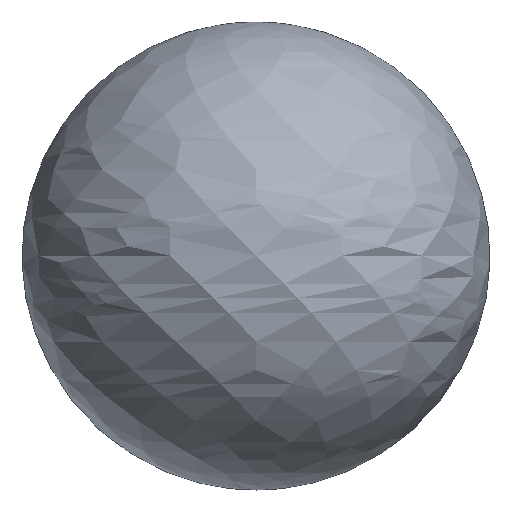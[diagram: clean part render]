
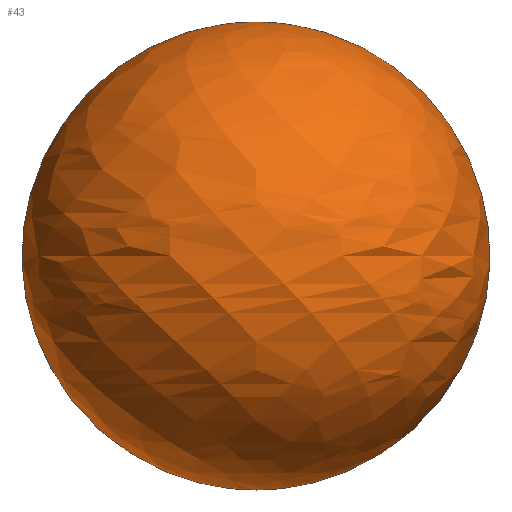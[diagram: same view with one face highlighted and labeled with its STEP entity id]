
A CAD part, top view. The second image highlights one B-rep face of the part: STEP entity #43.
In plain terms, the highlighted free-form (B-spline) face has degree [2, 2] with [5, 5] control points.
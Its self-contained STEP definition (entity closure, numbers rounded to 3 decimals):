
#43=ADVANCED_FACE('',(#66),#274,.T.);
#66=FACE_OUTER_BOUND('',#89,.T.);
#89=EDGE_LOOP('',(#133,#134));
#133=ORIENTED_EDGE('',*,*,#191,.T.);
#134=ORIENTED_EDGE('',*,*,#189,.F.);
#189=EDGE_CURVE('',#254,#255,#224,.T.);
#191=EDGE_CURVE('',#254,#255,#225,.T.);
#224=(
BOUNDED_CURVE()
B_SPLINE_CURVE(2,(#704,#705,#706,#707,#708),.UNSPECIFIED.,.F.,.F.)
B_SPLINE_CURVE_WITH_KNOTS((3,2,3),(-117.81,0.,117.81),
 .UNSPECIFIED.)
CURVE()
GEOMETRIC_REPRESENTATION_ITEM()
RATIONAL_B_SPLINE_CURVE((1.,0.707,1.,0.707,1.))
REPRESENTATION_ITEM('')
);
#225=(
BOUNDED_CURVE()
B_SPLINE_CURVE(2,(#762,#763,#764,#765,#766),.UNSPECIFIED.,.F.,.F.)
B_SPLINE_CURVE_WITH_KNOTS((3,2,3),(-117.81,0.,117.81),
 .UNSPECIFIED.)
CURVE()
GEOMETRIC_REPRESENTATION_ITEM()
RATIONAL_B_SPLINE_CURVE((1.,0.707,1.,0.707,1.))
REPRESENTATION_ITEM('')
);
#254=VERTEX_POINT('',#701);
#255=VERTEX_POINT('',#702);
#274=(
BOUNDED_SURFACE()
B_SPLINE_SURFACE(2,2,((#651,#652,#653,#654,#655),(#656,#657,#658,#659,#660),
(#661,#662,#663,#664,#665),(#666,#667,#668,#669,#670),(#671,#672,#673,#674,
#675)),.UNSPECIFIED.,.F.,.F.,.F.)
B_SPLINE_SURFACE_WITH_KNOTS((3,2,3),(3,2,3),(0.,117.81,235.619),
(-117.81,0.,117.81),.UNSPECIFIED.)
GEOMETRIC_REPRESENTATION_ITEM()
RATIONAL_B_SPLINE_SURFACE(((1.,0.707,1.,0.707,1.),
(0.707,0.5,0.707,0.5,0.707),(1.,0.707,
1.,0.707,1.),(0.707,0.5,0.707,0.5,0.707),
(1.,0.707,1.,0.707,1.)))
REPRESENTATION_ITEM('')
SURFACE()
);
#651=CARTESIAN_POINT('',(0.,75.,254.));
#652=CARTESIAN_POINT('',(75.,75.,254.));
#653=CARTESIAN_POINT('',(75.,0.,254.));
#654=CARTESIAN_POINT('',(75.,-75.,254.));
#655=CARTESIAN_POINT('',(0.,-75.,254.));
#656=CARTESIAN_POINT('',(0.,75.,254.));
#657=CARTESIAN_POINT('',(75.,75.,329.));
#658=CARTESIAN_POINT('',(75.,0.,329.));
#659=CARTESIAN_POINT('',(75.,-75.,329.));
#660=CARTESIAN_POINT('',(0.,-75.,254.));
#661=CARTESIAN_POINT('',(0.,75.,254.));
#662=CARTESIAN_POINT('',(0.,75.,329.));
#663=CARTESIAN_POINT('',(0.,0.,329.));
#664=CARTESIAN_POINT('',(0.,-75.,329.));
#665=CARTESIAN_POINT('',(0.,-75.,254.));
#666=CARTESIAN_POINT('',(0.,75.,254.));
#667=CARTESIAN_POINT('',(-75.,75.,329.));
#668=CARTESIAN_POINT('',(-75.,0.,329.));
#669=CARTESIAN_POINT('',(-75.,-75.,329.));
#670=CARTESIAN_POINT('',(0.,-75.,254.));
#671=CARTESIAN_POINT('',(0.,75.,254.));
#672=CARTESIAN_POINT('',(-75.,75.,254.));
#673=CARTESIAN_POINT('',(-75.,0.,254.));
#674=CARTESIAN_POINT('',(-75.,-75.,254.));
#675=CARTESIAN_POINT('',(0.,-75.,254.));
#701=CARTESIAN_POINT('',(0.,75.,254.));
#702=CARTESIAN_POINT('',(0.,-75.,254.));
#704=CARTESIAN_POINT('',(0.,75.,254.));
#705=CARTESIAN_POINT('',(75.,75.,254.));
#706=CARTESIAN_POINT('',(75.,0.,254.));
#707=CARTESIAN_POINT('',(75.,-75.,254.));
#708=CARTESIAN_POINT('',(0.,-75.,254.));
#762=CARTESIAN_POINT('',(0.,75.,254.));
#763=CARTESIAN_POINT('',(-75.,75.,254.));
#764=CARTESIAN_POINT('',(-75.,0.,254.));
#765=CARTESIAN_POINT('',(-75.,-75.,254.));
#766=CARTESIAN_POINT('',(0.,-75.,254.));
